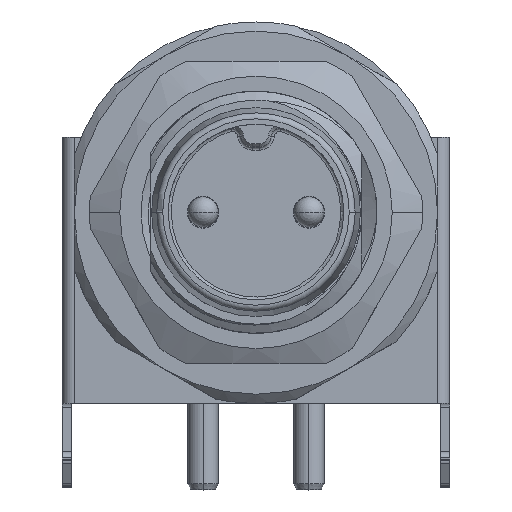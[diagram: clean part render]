
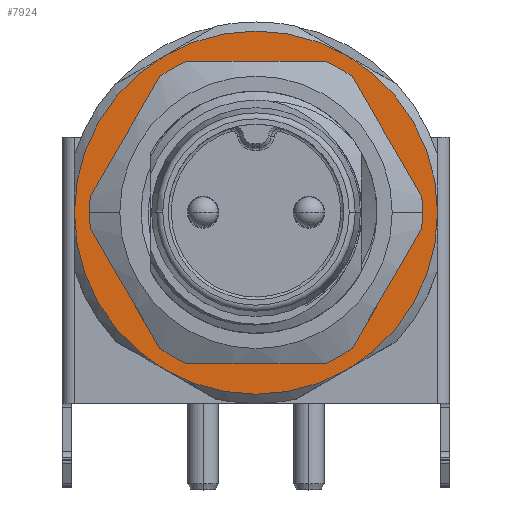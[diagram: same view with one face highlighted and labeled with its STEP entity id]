
A CAD part, top view. The second image highlights one B-rep face of the part: STEP entity #7924.
In plain terms, the highlighted planar face has unit normal (0, 0, 1).
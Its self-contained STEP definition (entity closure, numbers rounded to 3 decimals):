
#1398=CARTESIAN_POINT('',(0.,0.,0.));
#1399=DIRECTION('',(0.,0.,-1.));
#1400=DIRECTION('',(-0.5,0.866,0.));
#1401=AXIS2_PLACEMENT_3D('',#1398,#1399,#1400);
#1403=CARTESIAN_POINT('',(0.,0.,0.));
#1404=DIRECTION('',(0.,0.,-1.));
#1405=DIRECTION('',(0.,1.,0.));
#1406=AXIS2_PLACEMENT_3D('',#1403,#1404,#1405);
#1408=CARTESIAN_POINT('',(0.,0.,0.));
#1409=DIRECTION('',(0.,0.,-1.));
#1410=DIRECTION('',(0.5,0.866,0.));
#1411=AXIS2_PLACEMENT_3D('',#1408,#1409,#1410);
#1413=CARTESIAN_POINT('',(0.,0.,0.));
#1414=DIRECTION('',(0.,0.,-1.));
#1415=DIRECTION('',(1.,0.,0.));
#1416=AXIS2_PLACEMENT_3D('',#1413,#1414,#1415);
#1418=CARTESIAN_POINT('',(0.,0.,0.));
#1419=DIRECTION('',(0.,0.,-1.));
#1420=DIRECTION('',(0.5,-0.866,0.));
#1421=AXIS2_PLACEMENT_3D('',#1418,#1419,#1420);
#1423=CARTESIAN_POINT('',(0.,0.,0.));
#1424=DIRECTION('',(0.,0.,-1.));
#1425=DIRECTION('',(0.,-1.,0.));
#1426=AXIS2_PLACEMENT_3D('',#1423,#1424,#1425);
#1428=CARTESIAN_POINT('',(0.,0.,0.));
#1429=DIRECTION('',(0.,0.,-1.));
#1430=DIRECTION('',(-0.5,-0.866,0.));
#1431=AXIS2_PLACEMENT_3D('',#1428,#1429,#1430);
#1433=CARTESIAN_POINT('',(0.,0.,0.));
#1434=DIRECTION('',(0.,0.,-1.));
#1435=DIRECTION('',(-1.,0.,0.));
#1436=AXIS2_PLACEMENT_3D('',#1433,#1434,#1435);
#1438=CARTESIAN_POINT('',(0.,0.,0.));
#1439=DIRECTION('',(0.,0.,1.));
#1440=DIRECTION('',(0.,1.,0.));
#1441=AXIS2_PLACEMENT_3D('',#1438,#1439,#1440);
#1443=CARTESIAN_POINT('',(0.,0.,0.));
#1444=DIRECTION('',(0.,0.,1.));
#1445=DIRECTION('',(0.,-1.,0.));
#1446=AXIS2_PLACEMENT_3D('',#1443,#1444,#1445);
#5773=CARTESIAN_POINT('',(6.,0.,0.));
#5774=CARTESIAN_POINT('',(3.,-5.196,0.));
#5775=VERTEX_POINT('',#5773);
#5776=VERTEX_POINT('',#5774);
#5780=CARTESIAN_POINT('',(3.,5.196,0.));
#5781=VERTEX_POINT('',#5780);
#5785=CARTESIAN_POINT('',(-3.,-5.196,0.));
#5786=CARTESIAN_POINT('',(-6.,0.,0.));
#5787=VERTEX_POINT('',#5785);
#5788=VERTEX_POINT('',#5786);
#5792=CARTESIAN_POINT('',(-3.,5.196,0.));
#5793=VERTEX_POINT('',#5792);
#5797=CARTESIAN_POINT('',(0.,6.,0.));
#5798=VERTEX_POINT('',#5797);
#5799=CARTESIAN_POINT('',(0.,-6.,0.));
#5800=VERTEX_POINT('',#5799);
#5801=CARTESIAN_POINT('',(0.,3.8,0.));
#5802=CARTESIAN_POINT('',(0.,-3.8,0.));
#5803=VERTEX_POINT('',#5801);
#5804=VERTEX_POINT('',#5802);
#7896=CARTESIAN_POINT('',(0.,0.,0.));
#7897=DIRECTION('',(0.,0.,-1.));
#7898=DIRECTION('',(-1.,0.,0.));
#7899=AXIS2_PLACEMENT_3D('',#7896,#7897,#7898);
#7900=PLANE('',#7899);
#7902=ORIENTED_EDGE('',*,*,#7901,.T.);
#7904=ORIENTED_EDGE('',*,*,#7903,.T.);
#7906=ORIENTED_EDGE('',*,*,#7905,.T.);
#7908=ORIENTED_EDGE('',*,*,#7907,.T.);
#7910=ORIENTED_EDGE('',*,*,#7909,.T.);
#7912=ORIENTED_EDGE('',*,*,#7911,.T.);
#7914=ORIENTED_EDGE('',*,*,#7913,.T.);
#7916=ORIENTED_EDGE('',*,*,#7915,.T.);
#7917=EDGE_LOOP('',(#7902,#7904,#7906,#7908,#7910,#7912,#7914,#7916));
#7918=FACE_OUTER_BOUND('',#7917,.F.);
#7920=ORIENTED_EDGE('',*,*,#7919,.T.);
#7921=ORIENTED_EDGE('',*,*,#7885,.T.);
#7922=EDGE_LOOP('',(#7920,#7921));
#7923=FACE_BOUND('',#7922,.F.);
#1402=CIRCLE('',#1401,6.);
#1407=CIRCLE('',#1406,6.);
#1412=CIRCLE('',#1411,6.);
#1417=CIRCLE('',#1416,6.);
#1422=CIRCLE('',#1421,6.);
#1427=CIRCLE('',#1426,6.);
#1432=CIRCLE('',#1431,6.);
#1437=CIRCLE('',#1436,6.);
#1442=CIRCLE('',#1441,3.8);
#1447=CIRCLE('',#1446,3.8);
#7885=EDGE_CURVE('',#5804,#5803,#1447,.T.);
#7901=EDGE_CURVE('',#5793,#5798,#1402,.T.);
#7903=EDGE_CURVE('',#5798,#5781,#1407,.T.);
#7905=EDGE_CURVE('',#5781,#5775,#1412,.T.);
#7907=EDGE_CURVE('',#5775,#5776,#1417,.T.);
#7909=EDGE_CURVE('',#5776,#5800,#1422,.T.);
#7911=EDGE_CURVE('',#5800,#5787,#1427,.T.);
#7913=EDGE_CURVE('',#5787,#5788,#1432,.T.);
#7915=EDGE_CURVE('',#5788,#5793,#1437,.T.);
#7919=EDGE_CURVE('',#5803,#5804,#1442,.T.);
#7924=ADVANCED_FACE('',(#7918,#7923),#7900,.F.);
